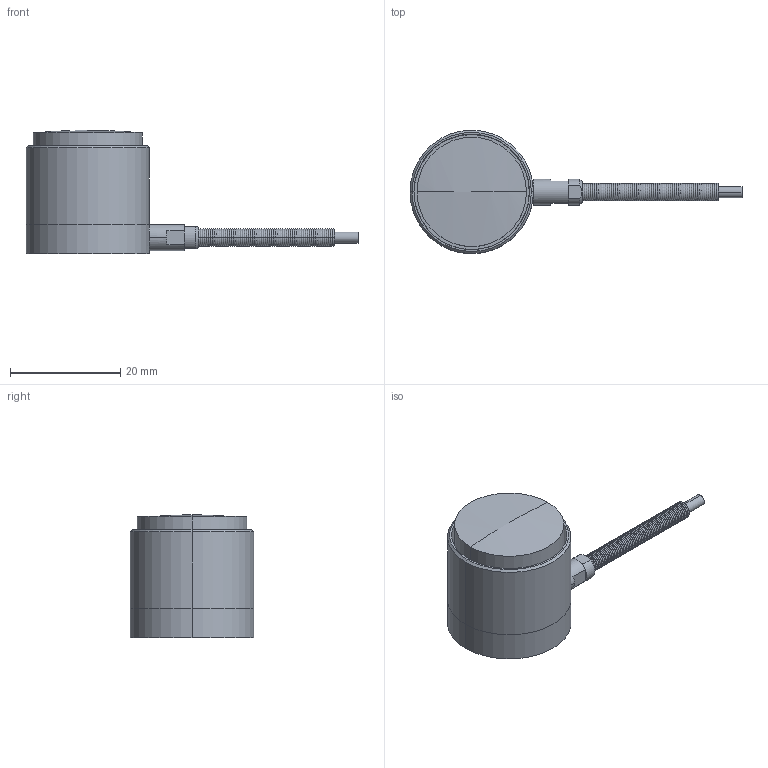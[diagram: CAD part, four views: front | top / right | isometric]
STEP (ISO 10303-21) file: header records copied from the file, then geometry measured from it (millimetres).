
FILE_DESCRIPTION((''),'2;1');
FILE_NAME('LCA305.stp','2010-09-17T13:35:42',(''),(''),'Mechanical Desktop 2008','Mechanical Desktop 2008',', , ');
FILE_SCHEMA(('CONFIG_CONTROL_DESIGN'));
Length unit declared in the file: inch
Products named in the file (12): LCA305; $F2652; PART1; $F2651-B; PART2; $F2348-A; ~PART1; CABLE; FM1712; FM1711; FM1713; ~~PART1
Assembly tree (11 placements, depth 3):
  LCA305
    $F2652
      PART1
    $F2651-B
      PART2
    $F2348-A
      ~PART1
    CABLE
    FM1712
    FM1711
    FM1713
      ~~PART1
Bounding box: 60.13 x 22.35 x 22.35 mm (x, y, z)
Volume: 8056.6 mm3; surface area: 5843.9 mm2
Topology: 7 solids, 7 shells, 249 faces, 604 edges, 374 vertices
Faces by surface type: bspline 140, plane 47, cylinder 46, cone 10, torus 4, sphere 2
Entity records: 18471 total; most frequent: CARTESIAN_POINT 12546, DIRECTION 1311, ORIENTED_EDGE 1204, EDGE_CURVE 602, AXIS2_PLACEMENT_3D 600, CIRCLE 479, VERTEX_POINT 374, EDGE_LOOP 266
